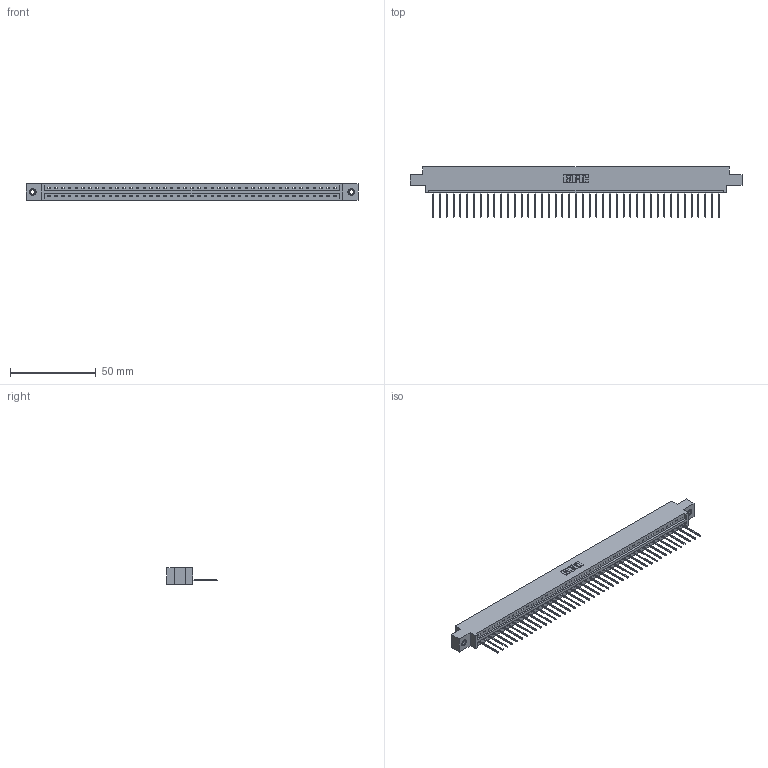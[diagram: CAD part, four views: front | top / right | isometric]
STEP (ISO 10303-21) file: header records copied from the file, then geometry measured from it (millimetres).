
FILE_DESCRIPTION (( 'STEP AP203' ), '1' );
FILE_NAME ('337-043-540-607.STEP', '2019-10-01T23:37:51', ( '' ), ( '' ), 'SwSTEP 2.0', 'SolidWorks 2016', '' );
FILE_SCHEMA (( 'CONFIG_CONTROL_DESIGN' ));
Length unit declared in the file: inch
Products named in the file (4): 337 Part_0.170 Offset - 0.156 Dia-TI; 345-250-001_345-250-005-103; 337-043-540-607; 345-292-001_345-293-140
Assembly tree (46 placements, depth 2):
  337-043-540-607
    337 Part_0.170 Offset - 0.156 Dia-TI
    345-292-001_345-293-140  x43
    345-250-001_345-250-005-103  x2
Bounding box: 193.4 x 29.47 x 9.4 mm (x, y, z)
Volume: 20039.9 mm3; surface area: 21283.5 mm2
Topology: 46 solids, 46 shells, 2844 faces, 8543 edges, 5630 vertices
Faces by surface type: plane 2084, cylinder 744, cone 12, torus 4
Entity records: 33170 total; most frequent: CARTESIAN_POINT 5758, ORIENTED_EDGE 5730, DIRECTION 4877, EDGE_CURVE 2865, LINE 2717, VECTOR 2717, VERTEX_POINT 1904, AXIS2_PLACEMENT_3D 1080
